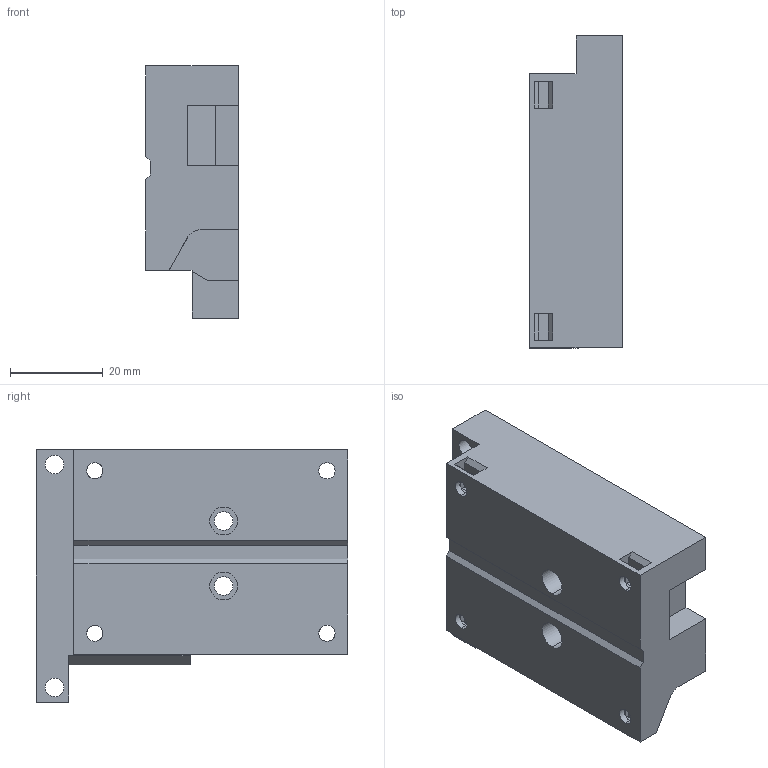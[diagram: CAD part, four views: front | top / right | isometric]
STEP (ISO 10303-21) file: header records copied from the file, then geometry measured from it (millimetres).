
FILE_DESCRIPTION (( 'STEP AP214' ), '1' );
FILE_NAME ('Allstruder Mount Ender 3 V2 SE KE.STEP', '2025-01-21T15:14:26', ( '' ), ( '' ), 'SwSTEP 2.0', 'SolidWorks 2024', '' );
FILE_SCHEMA (( 'AUTOMOTIVE_DESIGN' ));
Length unit declared in the file: millimetre
Products named in the file (1): Allstruder Mount Ender 3 V2 SE KE
Bounding box: 20 x 67.15 x 54.3 mm (x, y, z)
Volume: 48903.7 mm3; surface area: 12683.3 mm2
Topology: 1 solids, 1 shells, 168 faces, 446 edges, 280 vertices
Faces by surface type: plane 102, cylinder 44, torus 10, cone 8, bspline 4
Entity records: 5392 total; most frequent: CARTESIAN_POINT 1108, ORIENTED_EDGE 892, DIRECTION 883, EDGE_CURVE 446, VECTOR 309, LINE 309, AXIS2_PLACEMENT_3D 287, VERTEX_POINT 280
